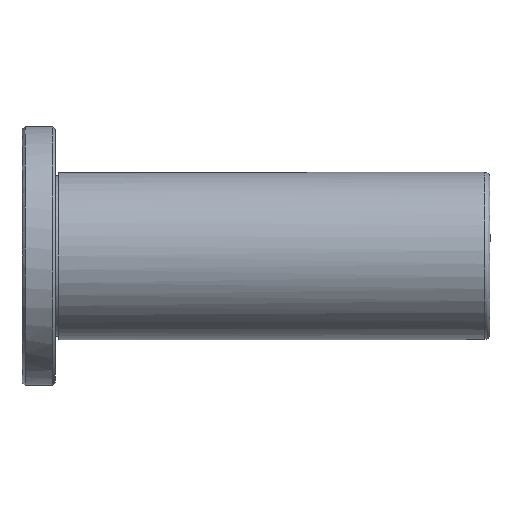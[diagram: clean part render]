
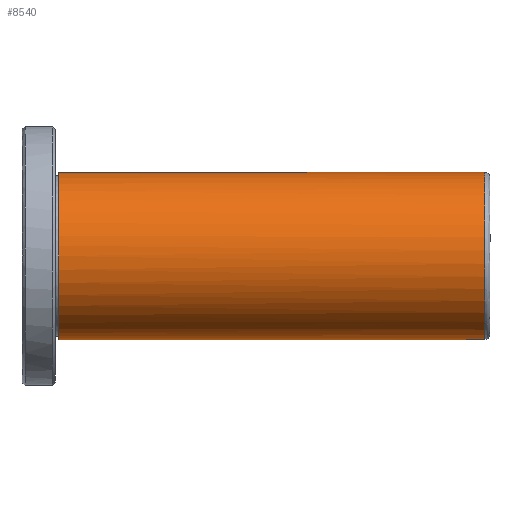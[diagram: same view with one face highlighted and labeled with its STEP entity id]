
A CAD part, front view. The second image highlights one B-rep face of the part: STEP entity #8540.
In plain terms, the highlighted free-form (B-spline) face has degree [3, 1] with [7, 2] control points.
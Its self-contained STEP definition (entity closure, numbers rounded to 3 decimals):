
#7380 = CARTESIAN_POINT ('', (110.75, 0., 20.));
#7390 = VERTEX_POINT ('', #7380);
#7400 = CARTESIAN_POINT ('', (110.75, 0., -20.));
#7410 = VERTEX_POINT ('', #7400);
#7420 = CARTESIAN_POINT ('', (110.75, 0., 20.));
#7430 = CARTESIAN_POINT ('', (110.75, 40., 20.));
#7440 = CARTESIAN_POINT ('', (110.75, 40., -20.));
#7450 = CARTESIAN_POINT ('', (110.75, 0., -20.));
#7460 = (
   BOUNDED_CURVE ()
   B_SPLINE_CURVE (3, (#7420, #7430, #7440, #7450), .UNSPECIFIED., .F., .U.)
   B_SPLINE_CURVE_WITH_KNOTS ((4, 4), (0., 1.), .UNSPECIFIED.)
   CURVE ()
   GEOMETRIC_REPRESENTATION_ITEM ()
   RATIONAL_B_SPLINE_CURVE ((1., 0.333, 0.333, 1.))
   REPRESENTATION_ITEM ('')
);
#7470 = EDGE_CURVE ('', #7390, #7410, #7460, .T.);
#7600 = CARTESIAN_POINT ('', (110.75, 0., -20.));
#7610 = CARTESIAN_POINT ('', (110.75, -40., -20.));
#7620 = CARTESIAN_POINT ('', (110.75, -40., 20.));
#7630 = CARTESIAN_POINT ('', (110.75, 0., 20.));
#7640 = (
   BOUNDED_CURVE ()
   B_SPLINE_CURVE (3, (#7600, #7610, #7620, #7630), .UNSPECIFIED., .F., .U.)
   B_SPLINE_CURVE_WITH_KNOTS ((4, 4), (0., 1.), .UNSPECIFIED.)
   CURVE ()
   GEOMETRIC_REPRESENTATION_ITEM ()
   RATIONAL_B_SPLINE_CURVE ((1., 0.333, 0.333, 1.))
   REPRESENTATION_ITEM ('')
);
#7650 = EDGE_CURVE ('', #7410, #7390, #7640, .T.);
#7990 = CARTESIAN_POINT ('', (8.75, -20., 0.));
#8000 = VERTEX_POINT ('', #7990);
#8010 = CARTESIAN_POINT ('', (8.75, 0., -20.));
#8020 = VERTEX_POINT ('', #8010);
#8030 = CARTESIAN_POINT ('', (8.75, -20., 0.));
#8040 = CARTESIAN_POINT ('', (8.75, -20., -13.333));
#8050 = CARTESIAN_POINT ('', (8.75, -10., -20.));
#8060 = CARTESIAN_POINT ('', (8.75, 0., -20.));
#8070 = (
   BOUNDED_CURVE ()
   B_SPLINE_CURVE (3, (#8030, #8040, #8050, #8060), .UNSPECIFIED., .F., .U.)
   B_SPLINE_CURVE_WITH_KNOTS ((4, 4), (0., 1.), .UNSPECIFIED.)
   CURVE ()
   GEOMETRIC_REPRESENTATION_ITEM ()
   RATIONAL_B_SPLINE_CURVE ((0.5, 0.5, 0.667, 1.))
   REPRESENTATION_ITEM ('')
);
#8080 = EDGE_CURVE ('', #8000, #8020, #8070, .T.);
#8090 = ORIENTED_EDGE ('', *, *, #8080, .T.);
#8100 = CARTESIAN_POINT ('', (8.75, 0., -20.));
#8110 = CARTESIAN_POINT ('', (110.75, 0., -20.));
#8120 = B_SPLINE_CURVE_WITH_KNOTS ('', 1, (#8100, #8110), .UNSPECIFIED., .F., .U., (2, 2), (0., 1.), .UNSPECIFIED.);
#8130 = EDGE_CURVE ('', #8020, #7410, #8120, .T.);
#8140 = ORIENTED_EDGE ('', *, *, #8130, .T.);
#8150 = ORIENTED_EDGE ('', *, *, #7650, .T.);
#8160 = ORIENTED_EDGE ('', *, *, #7470, .T.);
#8170 = ORIENTED_EDGE ('', *, *, #8130, .F.);
#8180 = CARTESIAN_POINT ('', (8.75, 20., 0.));
#8190 = VERTEX_POINT ('', #8180);
#8200 = CARTESIAN_POINT ('', (8.75, 0., -20.));
#8210 = CARTESIAN_POINT ('', (8.75, 10., -20.));
#8220 = CARTESIAN_POINT ('', (8.75, 20., -13.333));
#8230 = CARTESIAN_POINT ('', (8.75, 20., 0.));
#8240 = (
   BOUNDED_CURVE ()
   B_SPLINE_CURVE (3, (#8200, #8210, #8220, #8230), .UNSPECIFIED., .F., .U.)
   B_SPLINE_CURVE_WITH_KNOTS ((4, 4), (0., 1.), .UNSPECIFIED.)
   CURVE ()
   GEOMETRIC_REPRESENTATION_ITEM ()
   RATIONAL_B_SPLINE_CURVE ((1., 0.667, 0.5, 0.5))
   REPRESENTATION_ITEM ('')
);
#8250 = EDGE_CURVE ('', #8020, #8190, #8240, .T.);
#8260 = ORIENTED_EDGE ('', *, *, #8250, .T.);
#8270 = CARTESIAN_POINT ('', (8.75, 20., 0.));
#8280 = CARTESIAN_POINT ('', (8.75, 20., 13.333));
#8290 = CARTESIAN_POINT ('', (8.75, 10., 20.));
#8300 = CARTESIAN_POINT ('', (8.75, 0., 20.));
#8310 = CARTESIAN_POINT ('', (8.75, -10., 20.));
#8320 = CARTESIAN_POINT ('', (8.75, -20., 13.333));
#8330 = CARTESIAN_POINT ('', (8.75, -20., 0.));
#8340 = (
   BOUNDED_CURVE ()
   B_SPLINE_CURVE (3, (#8270, #8280, #8290, #8300, #8310, #8320, #8330), .UNSPECIFIED., .F., .U.)
   B_SPLINE_CURVE_WITH_KNOTS ((4, 3, 4), (0., 0.5, 1.), .UNSPECIFIED.)
   CURVE ()
   GEOMETRIC_REPRESENTATION_ITEM ()
   RATIONAL_B_SPLINE_CURVE ((0.5, 0.5, 0.667, 1., 0.667, 0.5, 0.5))
   REPRESENTATION_ITEM ('')
);
#8350 = EDGE_CURVE ('', #8190, #8000, #8340, .T.);
#8360 = ORIENTED_EDGE ('', *, *, #8350, .T.);
#8370 = EDGE_LOOP ('', (#8090, #8140, #8150, #8160, #8170, #8260, #8360));
#8380 = FACE_OUTER_BOUND ('', #8370, .T.);
#8390 = CARTESIAN_POINT ('', (8.75, 0., -20.));
#8400 = CARTESIAN_POINT ('', (110.75, 0., -20.));
#8410 = CARTESIAN_POINT ('', (8.75, 40., -20.));
#8420 = CARTESIAN_POINT ('', (110.75, 40., -20.));
#8430 = CARTESIAN_POINT ('', (8.75, 40., 20.));
#8440 = CARTESIAN_POINT ('', (110.75, 40., 20.));
#8450 = CARTESIAN_POINT ('', (8.75, 0., 20.));
#8460 = CARTESIAN_POINT ('', (110.75, 0., 20.));
#8470 = CARTESIAN_POINT ('', (8.75, -40., 20.));
#8480 = CARTESIAN_POINT ('', (110.75, -40., 20.));
#8490 = CARTESIAN_POINT ('', (8.75, -40., -20.));
#8500 = CARTESIAN_POINT ('', (110.75, -40., -20.));
#8510 = CARTESIAN_POINT ('', (8.75, 0., -20.));
#8520 = CARTESIAN_POINT ('', (110.75, 0., -20.));
#8530 = (
   BOUNDED_SURFACE ()
   B_SPLINE_SURFACE (3, 1, ((#8390, #8400), (#8410, #8420), (#8430, #8440), (#8450, #8460), (#8470, #8480), (#8490, #8500), (#8510, #8520)), .UNSPECIFIED., .T., .F., .U.)
   B_SPLINE_SURFACE_WITH_KNOTS ((4, 3, 4), (2, 2), (0., 0.5, 1.), (0., 1.), .UNSPECIFIED.)
   SURFACE ()
   GEOMETRIC_REPRESENTATION_ITEM ()
   RATIONAL_B_SPLINE_SURFACE (((1., 1.), (0.333, 0.333), (0.333, 0.333), (1., 1.), (0.333, 0.333), (0.333, 0.333), (1., 1.)))
   REPRESENTATION_ITEM ('')
);
#8540 = ADVANCED_FACE ('', (#8380), #8530, .T.);
